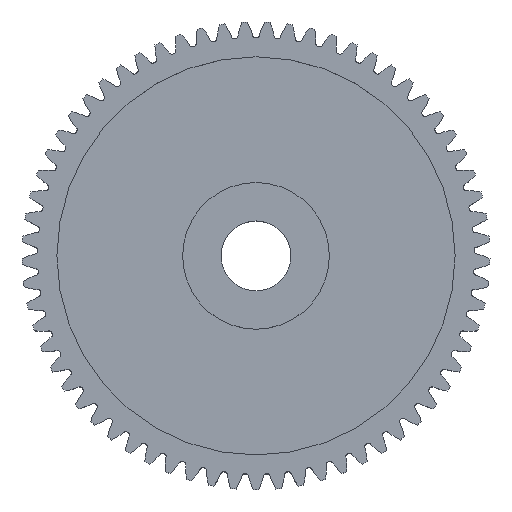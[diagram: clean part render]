
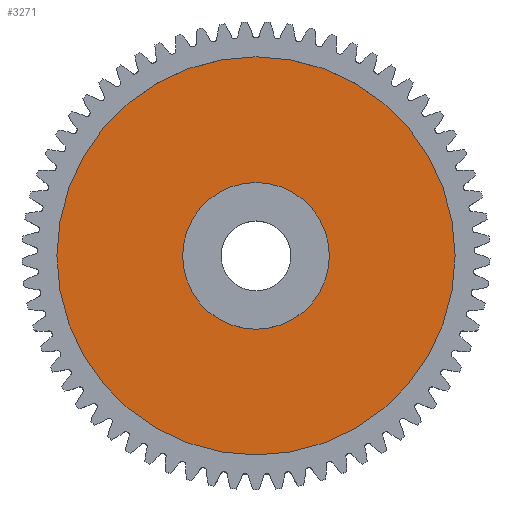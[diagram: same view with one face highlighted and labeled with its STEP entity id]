
A CAD part, top view. The second image highlights one B-rep face of the part: STEP entity #3271.
In plain terms, the highlighted planar face has unit normal (0, 0, 1).
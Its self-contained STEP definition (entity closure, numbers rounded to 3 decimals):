
#3268 = EDGE_CURVE ( 'NONE', #3997, #3996, #10574, .T. ) ;
#3271 = ADVANCED_FACE ( 'NONE', ( #10567, #10566 ), #10626, .F. ) ;
#3273 = ORIENTED_EDGE ( 'NONE', *, *, #3283, .T. ) ;
#3274 = EDGE_LOOP ( 'NONE', ( #3275, #3431 ) ) ;
#3275 = ORIENTED_EDGE ( 'NONE', *, *, #3268, .F. ) ;
#3283 = EDGE_CURVE ( 'NONE', #4126, #4134, #10665, .T. ) ;
#3284 = EDGE_LOOP ( 'NONE', ( #3286, #3273 ) ) ;
#3286 = ORIENTED_EDGE ( 'NONE', *, *, #4135, .T. ) ;
#3431 = ORIENTED_EDGE ( 'NONE', *, *, #4110, .F. ) ;
#3996 = VERTEX_POINT ( 'NONE', #12008 ) ;
#3997 = VERTEX_POINT ( 'NONE', #11982 ) ;
#4110 = EDGE_CURVE ( 'NONE', #3996, #3997, #12093, .T. ) ;
#4126 = VERTEX_POINT ( 'NONE', #12215 ) ;
#4134 = VERTEX_POINT ( 'NONE', #12189 ) ;
#4135 = EDGE_CURVE ( 'NONE', #4134, #4126, #12205, .T. ) ;
#10561 = DIRECTION ( 'NONE',  ( -1., 0., 0. ) ) ;
#10562 = DIRECTION ( 'NONE',  ( 0., 0., -1. ) ) ;
#10563 = CARTESIAN_POINT ( 'NONE',  ( 0., 0., 6.8 ) ) ;
#10564 = AXIS2_PLACEMENT_3D ( 'NONE', #10563, #10562, #10561 ) ;
#10565 = CARTESIAN_POINT ( 'NONE',  ( 0., 0., 6.8 ) ) ;
#10566 = FACE_OUTER_BOUND ( 'NONE', #3274, .T. ) ;
#10567 = FACE_BOUND ( 'NONE', #3284, .T. ) ;
#10574 = CIRCLE ( 'NONE', #10630, 28.5 ) ;
#10626 = PLANE ( 'NONE',  #10697 ) ;
#10627 = DIRECTION ( 'NONE',  ( -1., 0., 0. ) ) ;
#10628 = DIRECTION ( 'NONE',  ( 0., 0., -1. ) ) ;
#10629 = CARTESIAN_POINT ( 'NONE',  ( 0., 0., 6.8 ) ) ;
#10630 = AXIS2_PLACEMENT_3D ( 'NONE', #10629, #10628, #10627 ) ;
#10645 = DIRECTION ( 'NONE',  ( -1., 0., 0. ) ) ;
#10665 = CIRCLE ( 'NONE', #10564, 10.5 ) ;
#10695 = DIRECTION ( 'NONE',  ( 0., 0., -1. ) ) ;
#10697 = AXIS2_PLACEMENT_3D ( 'NONE', #10565, #10695, #10645 ) ;
#11982 = CARTESIAN_POINT ( 'NONE',  ( -28.5, 0., 6.8 ) ) ;
#12008 = CARTESIAN_POINT ( 'NONE',  ( 28.5, 0., 6.8 ) ) ;
#12087 = DIRECTION ( 'NONE',  ( -1., 0., 0. ) ) ;
#12088 = DIRECTION ( 'NONE',  ( 0., 0., -1. ) ) ;
#12089 = CARTESIAN_POINT ( 'NONE',  ( 0., 0., 6.8 ) ) ;
#12090 = AXIS2_PLACEMENT_3D ( 'NONE', #12089, #12088, #12087 ) ;
#12093 = CIRCLE ( 'NONE', #12090, 28.5 ) ;
#12122 = DIRECTION ( 'NONE',  ( -1., 0., 0. ) ) ;
#12123 = DIRECTION ( 'NONE',  ( 0., 0., -1. ) ) ;
#12124 = CARTESIAN_POINT ( 'NONE',  ( 0., 0., 6.8 ) ) ;
#12189 = CARTESIAN_POINT ( 'NONE',  ( -10.5, 0., 6.8 ) ) ;
#12197 = AXIS2_PLACEMENT_3D ( 'NONE', #12124, #12123, #12122 ) ;
#12205 = CIRCLE ( 'NONE', #12197, 10.5 ) ;
#12215 = CARTESIAN_POINT ( 'NONE',  ( 10.5, 0., 6.8 ) ) ;
